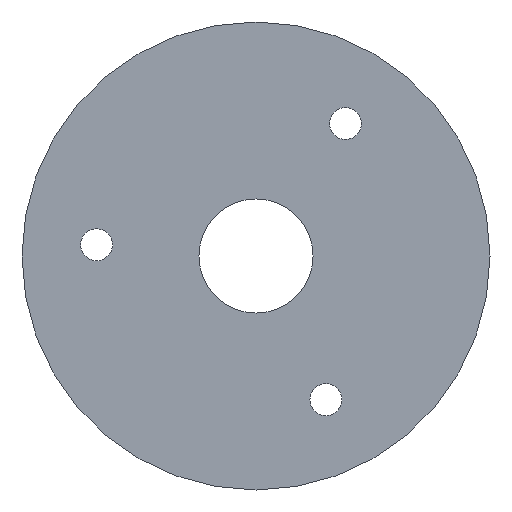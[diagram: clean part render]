
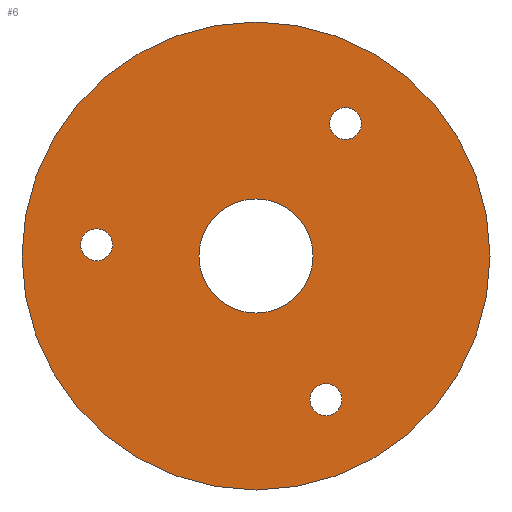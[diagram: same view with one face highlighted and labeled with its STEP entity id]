
A CAD part, front view. The second image highlights one B-rep face of the part: STEP entity #6.
In plain terms, the highlighted planar face has unit normal (0, -1, 0).
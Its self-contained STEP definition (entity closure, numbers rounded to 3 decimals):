
#3 = AXIS2_PLACEMENT_3D ( 'NONE', #105, #41, #491 ) ;
#6 = ADVANCED_FACE ( 'NONE', ( #466, #346, #348, #364, #352 ), #279, .T. ) ;
#22 = DIRECTION ( 'NONE',  ( 0., 0., -1. ) ) ;
#25 = CARTESIAN_POINT ( 'NONE',  ( -13.965, 0., 0.986 ) ) ;
#30 = DIRECTION ( 'NONE',  ( 0., 0., -1. ) ) ;
#36 = DIRECTION ( 'NONE',  ( 0., -1., 0. ) ) ;
#41 = DIRECTION ( 'NONE',  ( 0., -1., 0. ) ) ;
#49 = CARTESIAN_POINT ( 'NONE',  ( 7.837, 0., 10.201 ) ) ;
#54 = AXIS2_PLACEMENT_3D ( 'NONE', #551, #119, #510 ) ;
#63 = AXIS2_PLACEMENT_3D ( 'NONE', #101, #198, #230 ) ;
#92 = DIRECTION ( 'NONE',  ( 0., -1., 0. ) ) ;
#101 = CARTESIAN_POINT ( 'NONE',  ( 0., 0., 0. ) ) ;
#102 = AXIS2_PLACEMENT_3D ( 'NONE', #254, #302, #362 ) ;
#105 = CARTESIAN_POINT ( 'NONE',  ( 6.129, 0., -12.587 ) ) ;
#107 = AXIS2_PLACEMENT_3D ( 'NONE', #221, #319, #167 ) ;
#119 = DIRECTION ( 'NONE',  ( 0., -1., 0. ) ) ;
#120 = CIRCLE ( 'NONE', #427, 1.4 ) ;
#124 = CIRCLE ( 'NONE', #403, 1.4 ) ;
#131 = CIRCLE ( 'NONE', #378, 20.5 ) ;
#138 = EDGE_CURVE ( 'NONE', #584, #578, #407, .T. ) ;
#141 = DIRECTION ( 'NONE',  ( 0., 0., -1. ) ) ;
#150 = DIRECTION ( 'NONE',  ( 0., -1., 0. ) ) ;
#151 = CARTESIAN_POINT ( 'NONE',  ( 6.129, 0., -12.587 ) ) ;
#152 = EDGE_CURVE ( 'NONE', #470, #337, #281, .T. ) ;
#158 = CIRCLE ( 'NONE', #400, 1.4 ) ;
#167 = DIRECTION ( 'NONE',  ( 0., 0., -1. ) ) ;
#170 = CARTESIAN_POINT ( 'NONE',  ( 7.837, 0., 11.601 ) ) ;
#187 = CIRCLE ( 'NONE', #229, 1.4 ) ;
#191 = CARTESIAN_POINT ( 'NONE',  ( 6.129, 0., -13.987 ) ) ;
#198 = DIRECTION ( 'NONE',  ( 0., -1., 0. ) ) ;
#200 = CIRCLE ( 'NONE', #63, 5. ) ;
#207 = CIRCLE ( 'NONE', #102, 20.5 ) ;
#208 = CIRCLE ( 'NONE', #3, 1.4 ) ;
#211 = DIRECTION ( 'NONE',  ( 0., 0., -1. ) ) ;
#214 = CARTESIAN_POINT ( 'NONE',  ( -13.965, 0., 0.986 ) ) ;
#221 = CARTESIAN_POINT ( 'NONE',  ( 0., 0., 0. ) ) ;
#229 = AXIS2_PLACEMENT_3D ( 'NONE', #25, #368, #141 ) ;
#230 = DIRECTION ( 'NONE',  ( 0., 0., -1. ) ) ;
#249 = EDGE_CURVE ( 'NONE', #337, #470, #208, .T. ) ;
#250 = CARTESIAN_POINT ( 'NONE',  ( 0., 0., 5. ) ) ;
#253 = ORIENTED_EDGE ( 'NONE', *, *, #516, .T. ) ;
#254 = CARTESIAN_POINT ( 'NONE',  ( 0., 0., 0. ) ) ;
#266 = DIRECTION ( 'NONE',  ( 0., 0., -1. ) ) ;
#269 = CARTESIAN_POINT ( 'NONE',  ( 0., 0., 20.5 ) ) ;
#279 = PLANE ( 'NONE',  #54 ) ;
#281 = CIRCLE ( 'NONE', #418, 1.4 ) ;
#284 = EDGE_CURVE ( 'NONE', #578, #584, #200, .T. ) ;
#289 = ORIENTED_EDGE ( 'NONE', *, *, #314, .T. ) ;
#302 = DIRECTION ( 'NONE',  ( 0., -1., 0. ) ) ;
#312 = DIRECTION ( 'NONE',  ( 0., -1., 0. ) ) ;
#314 = EDGE_CURVE ( 'NONE', #562, #560, #207, .T. ) ;
#319 = DIRECTION ( 'NONE',  ( 0., -1., 0. ) ) ;
#320 = VERTEX_POINT ( 'NONE', #441 ) ;
#333 = ORIENTED_EDGE ( 'NONE', *, *, #536, .F. ) ;
#337 = VERTEX_POINT ( 'NONE', #191 ) ;
#338 = ORIENTED_EDGE ( 'NONE', *, *, #440, .F. ) ;
#339 = EDGE_LOOP ( 'NONE', ( #550, #333 ) ) ;
#346 = FACE_BOUND ( 'NONE', #469, .T. ) ;
#348 = FACE_BOUND ( 'NONE', #339, .T. ) ;
#349 = CARTESIAN_POINT ( 'NONE',  ( 0., 0., -5. ) ) ;
#352 = FACE_BOUND ( 'NONE', #626, .T. ) ;
#357 = EDGE_CURVE ( 'NONE', #533, #320, #187, .T. ) ;
#362 = DIRECTION ( 'NONE',  ( 0., 0., -1. ) ) ;
#364 = FACE_OUTER_BOUND ( 'NONE', #628, .T. ) ;
#368 = DIRECTION ( 'NONE',  ( 0., -1., 0. ) ) ;
#372 = CARTESIAN_POINT ( 'NONE',  ( -13.965, 0., -0.414 ) ) ;
#378 = AXIS2_PLACEMENT_3D ( 'NONE', #620, #150, #266 ) ;
#385 = ORIENTED_EDGE ( 'NONE', *, *, #152, .F. ) ;
#400 = AXIS2_PLACEMENT_3D ( 'NONE', #170, #312, #22 ) ;
#403 = AXIS2_PLACEMENT_3D ( 'NONE', #214, #92, #30 ) ;
#407 = CIRCLE ( 'NONE', #107, 5. ) ;
#418 = AXIS2_PLACEMENT_3D ( 'NONE', #151, #36, #532 ) ;
#427 = AXIS2_PLACEMENT_3D ( 'NONE', #572, #450, #211 ) ;
#440 = EDGE_CURVE ( 'NONE', #569, #568, #158, .T. ) ;
#441 = CARTESIAN_POINT ( 'NONE',  ( -13.965, 0., 2.386 ) ) ;
#450 = DIRECTION ( 'NONE',  ( 0., -1., 0. ) ) ;
#466 = FACE_BOUND ( 'NONE', #506, .T. ) ;
#469 = EDGE_LOOP ( 'NONE', ( #338, #534 ) ) ;
#470 = VERTEX_POINT ( 'NONE', #502 ) ;
#480 = CARTESIAN_POINT ( 'NONE',  ( 0., 0., -20.5 ) ) ;
#491 = DIRECTION ( 'NONE',  ( 0., 0., -1. ) ) ;
#502 = CARTESIAN_POINT ( 'NONE',  ( 6.129, 0., -11.187 ) ) ;
#506 = EDGE_LOOP ( 'NONE', ( #594, #385 ) ) ;
#510 = DIRECTION ( 'NONE',  ( 0., 0., -1. ) ) ;
#516 = EDGE_CURVE ( 'NONE', #560, #562, #131, .T. ) ;
#529 = EDGE_CURVE ( 'NONE', #568, #569, #120, .T. ) ;
#532 = DIRECTION ( 'NONE',  ( 0., 0., -1. ) ) ;
#533 = VERTEX_POINT ( 'NONE', #372 ) ;
#534 = ORIENTED_EDGE ( 'NONE', *, *, #529, .F. ) ;
#536 = EDGE_CURVE ( 'NONE', #320, #533, #124, .T. ) ;
#540 = ORIENTED_EDGE ( 'NONE', *, *, #284, .F. ) ;
#542 = ORIENTED_EDGE ( 'NONE', *, *, #138, .F. ) ;
#550 = ORIENTED_EDGE ( 'NONE', *, *, #357, .F. ) ;
#551 = CARTESIAN_POINT ( 'NONE',  ( 11.983, 0., 0. ) ) ;
#552 = CARTESIAN_POINT ( 'NONE',  ( 7.837, 0., 13.001 ) ) ;
#560 = VERTEX_POINT ( 'NONE', #269 ) ;
#562 = VERTEX_POINT ( 'NONE', #480 ) ;
#568 = VERTEX_POINT ( 'NONE', #552 ) ;
#569 = VERTEX_POINT ( 'NONE', #49 ) ;
#572 = CARTESIAN_POINT ( 'NONE',  ( 7.837, 0., 11.601 ) ) ;
#578 = VERTEX_POINT ( 'NONE', #250 ) ;
#584 = VERTEX_POINT ( 'NONE', #349 ) ;
#594 = ORIENTED_EDGE ( 'NONE', *, *, #249, .F. ) ;
#620 = CARTESIAN_POINT ( 'NONE',  ( 0., 0., 0. ) ) ;
#626 = EDGE_LOOP ( 'NONE', ( #542, #540 ) ) ;
#628 = EDGE_LOOP ( 'NONE', ( #289, #253 ) ) ;
